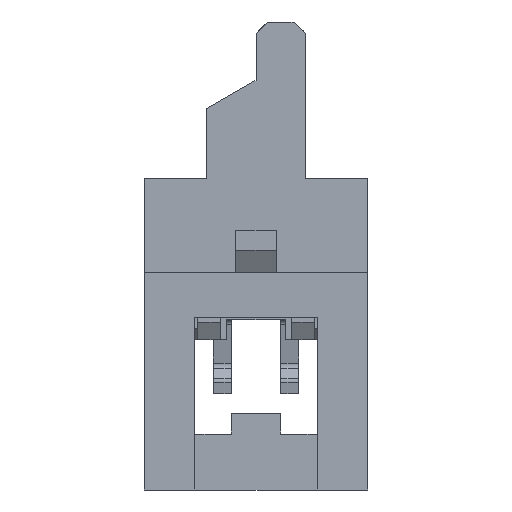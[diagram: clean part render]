
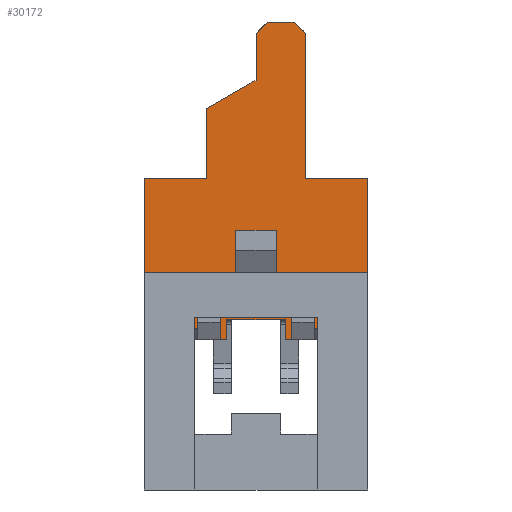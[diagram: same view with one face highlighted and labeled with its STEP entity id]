
A CAD part, left-side view. The second image highlights one B-rep face of the part: STEP entity #30172.
In plain terms, the highlighted planar face has unit normal (-1, 0, 0).
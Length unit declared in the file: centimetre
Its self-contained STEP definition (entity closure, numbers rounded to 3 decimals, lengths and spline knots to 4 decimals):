
#45=FACE_BOUND('',#4392,.T.);
#1192=PLANE('',#32647);
#2676=FACE_OUTER_BOUND('',#4391,.T.);
#4391=EDGE_LOOP('',(#24766,#24767,#24768,#24769,#24770,#24771,#24772,#24773,
#24774,#24775,#24776,#24777,#24778,#24779,#24780,#24781,#24782,#24783,#24784,
#24785,#24786,#24787,#24788,#24789,#24790,#24791));
#4392=EDGE_LOOP('',(#24792,#24793,#24794,#24795));
#6838=LINE('',#45973,#10005);
#7849=LINE('',#48942,#11016);
#7859=LINE('',#48960,#11026);
#7860=LINE('',#48963,#11027);
#7861=LINE('',#48965,#11028);
#7862=LINE('',#48967,#11029);
#7863=LINE('',#48969,#11030);
#7864=LINE('',#48971,#11031);
#7865=LINE('',#48973,#11032);
#7866=LINE('',#48975,#11033);
#7867=LINE('',#48977,#11034);
#7868=LINE('',#48978,#11035);
#7869=LINE('',#48980,#11036);
#7870=LINE('',#48982,#11037);
#7871=LINE('',#48984,#11038);
#7872=LINE('',#48986,#11039);
#7873=LINE('',#48988,#11040);
#7874=LINE('',#48990,#11041);
#7875=LINE('',#48992,#11042);
#7876=LINE('',#48994,#11043);
#7877=LINE('',#48996,#11044);
#7878=LINE('',#48998,#11045);
#7879=LINE('',#49000,#11046);
#7880=LINE('',#49002,#11047);
#7881=LINE('',#49004,#11048);
#7882=LINE('',#49005,#11049);
#7883=LINE('',#49008,#11050);
#7884=LINE('',#49010,#11051);
#7885=LINE('',#49012,#11052);
#7886=LINE('',#49013,#11053);
#10005=VECTOR('',#36185,0.05);
#11016=VECTOR('',#39146,0.1251);
#11026=VECTOR('',#39158,0.1156);
#11027=VECTOR('',#39161,0.025);
#11028=VECTOR('',#39162,0.05);
#11029=VECTOR('',#39163,0.05);
#11030=VECTOR('',#39164,0.015);
#11031=VECTOR('',#39165,0.045);
#11032=VECTOR('',#39166,0.13);
#11033=VECTOR('',#39167,0.045);
#11034=VECTOR('',#39168,0.015);
#11035=VECTOR('',#39169,0.05);
#11036=VECTOR('',#39170,0.025);
#11037=VECTOR('',#39171,0.1156);
#11038=VECTOR('',#39172,0.1251);
#11039=VECTOR('',#39173,0.21);
#11040=VECTOR('',#39174,0.14);
#11041=VECTOR('',#39175,0.325);
#11042=VECTOR('',#39176,0.0354);
#11043=VECTOR('',#39177,0.06);
#11044=VECTOR('',#39178,0.0354);
#11045=VECTOR('',#39179,0.105);
#11046=VECTOR('',#39180,0.127);
#11047=VECTOR('',#39181,0.1565);
#11048=VECTOR('',#39182,0.14);
#11049=VECTOR('',#39183,0.21);
#11050=VECTOR('',#39184,0.13);
#11051=VECTOR('',#39185,0.09);
#11052=VECTOR('',#39186,0.13);
#11053=VECTOR('',#39187,0.09);
#13098=VERTEX_POINT('',#45970);
#13099=VERTEX_POINT('',#45972);
#14081=VERTEX_POINT('',#48939);
#14082=VERTEX_POINT('',#48941);
#14089=VERTEX_POINT('',#48958);
#14090=VERTEX_POINT('',#48962);
#14091=VERTEX_POINT('',#48964);
#14092=VERTEX_POINT('',#48966);
#14093=VERTEX_POINT('',#48968);
#14094=VERTEX_POINT('',#48970);
#14095=VERTEX_POINT('',#48972);
#14096=VERTEX_POINT('',#48974);
#14097=VERTEX_POINT('',#48976);
#14098=VERTEX_POINT('',#48979);
#14099=VERTEX_POINT('',#48981);
#14100=VERTEX_POINT('',#48983);
#14101=VERTEX_POINT('',#48985);
#14102=VERTEX_POINT('',#48987);
#14103=VERTEX_POINT('',#48989);
#14104=VERTEX_POINT('',#48991);
#14105=VERTEX_POINT('',#48993);
#14106=VERTEX_POINT('',#48995);
#14107=VERTEX_POINT('',#48997);
#14108=VERTEX_POINT('',#48999);
#14109=VERTEX_POINT('',#49001);
#14110=VERTEX_POINT('',#49003);
#14111=VERTEX_POINT('',#49006);
#14112=VERTEX_POINT('',#49007);
#14113=VERTEX_POINT('',#49009);
#14114=VERTEX_POINT('',#49011);
#16413=EDGE_CURVE('',#13098,#13099,#6838,.T.);
#17888=EDGE_CURVE('',#14082,#14081,#7849,.T.);
#17898=EDGE_CURVE('',#14089,#14081,#7859,.T.);
#17899=EDGE_CURVE('',#14089,#14090,#7860,.T.);
#17900=EDGE_CURVE('',#14091,#14090,#7861,.T.);
#17901=EDGE_CURVE('',#14092,#14091,#7862,.T.);
#17902=EDGE_CURVE('',#14093,#14092,#7863,.T.);
#17903=EDGE_CURVE('',#14094,#14093,#7864,.T.);
#17904=EDGE_CURVE('',#14095,#14094,#7865,.T.);
#17905=EDGE_CURVE('',#14095,#14096,#7866,.T.);
#17906=EDGE_CURVE('',#14097,#14096,#7867,.T.);
#17907=EDGE_CURVE('',#14097,#13099,#7868,.T.);
#17908=EDGE_CURVE('',#14098,#13098,#7869,.T.);
#17909=EDGE_CURVE('',#14099,#14098,#7870,.T.);
#17910=EDGE_CURVE('',#14099,#14100,#7871,.T.);
#17911=EDGE_CURVE('',#14100,#14101,#7872,.T.);
#17912=EDGE_CURVE('',#14102,#14101,#7873,.T.);
#17913=EDGE_CURVE('',#14102,#14103,#7874,.T.);
#17914=EDGE_CURVE('',#14103,#14104,#7875,.T.);
#17915=EDGE_CURVE('',#14104,#14105,#7876,.T.);
#17916=EDGE_CURVE('',#14105,#14106,#7877,.T.);
#17917=EDGE_CURVE('',#14106,#14107,#7878,.T.);
#17918=EDGE_CURVE('',#14107,#14108,#7879,.T.);
#17919=EDGE_CURVE('',#14108,#14109,#7880,.T.);
#17920=EDGE_CURVE('',#14110,#14109,#7881,.T.);
#17921=EDGE_CURVE('',#14110,#14082,#7882,.T.);
#17922=EDGE_CURVE('',#14111,#14112,#7883,.T.);
#17923=EDGE_CURVE('',#14113,#14111,#7884,.T.);
#17924=EDGE_CURVE('',#14114,#14113,#7885,.T.);
#17925=EDGE_CURVE('',#14112,#14114,#7886,.T.);
#24766=ORIENTED_EDGE('',*,*,#17888,.T.);
#24767=ORIENTED_EDGE('',*,*,#17898,.F.);
#24768=ORIENTED_EDGE('',*,*,#17899,.T.);
#24769=ORIENTED_EDGE('',*,*,#17900,.F.);
#24770=ORIENTED_EDGE('',*,*,#17901,.F.);
#24771=ORIENTED_EDGE('',*,*,#17902,.F.);
#24772=ORIENTED_EDGE('',*,*,#17903,.F.);
#24773=ORIENTED_EDGE('',*,*,#17904,.F.);
#24774=ORIENTED_EDGE('',*,*,#17905,.T.);
#24775=ORIENTED_EDGE('',*,*,#17906,.F.);
#24776=ORIENTED_EDGE('',*,*,#17907,.T.);
#24777=ORIENTED_EDGE('',*,*,#16413,.F.);
#24778=ORIENTED_EDGE('',*,*,#17908,.F.);
#24779=ORIENTED_EDGE('',*,*,#17909,.F.);
#24780=ORIENTED_EDGE('',*,*,#17910,.T.);
#24781=ORIENTED_EDGE('',*,*,#17911,.T.);
#24782=ORIENTED_EDGE('',*,*,#17912,.F.);
#24783=ORIENTED_EDGE('',*,*,#17913,.T.);
#24784=ORIENTED_EDGE('',*,*,#17914,.T.);
#24785=ORIENTED_EDGE('',*,*,#17915,.T.);
#24786=ORIENTED_EDGE('',*,*,#17916,.T.);
#24787=ORIENTED_EDGE('',*,*,#17917,.T.);
#24788=ORIENTED_EDGE('',*,*,#17918,.T.);
#24789=ORIENTED_EDGE('',*,*,#17919,.T.);
#24790=ORIENTED_EDGE('',*,*,#17920,.F.);
#24791=ORIENTED_EDGE('',*,*,#17921,.T.);
#24792=ORIENTED_EDGE('',*,*,#17922,.F.);
#24793=ORIENTED_EDGE('',*,*,#17923,.F.);
#24794=ORIENTED_EDGE('',*,*,#17924,.F.);
#24795=ORIENTED_EDGE('',*,*,#17925,.F.);
#30172=ADVANCED_FACE('',(#2676,#45),#1192,.F.);
#32647=AXIS2_PLACEMENT_3D('',#48961,#39159,#39160);
#36185=DIRECTION('',(0.,1.,0.));
#39146=DIRECTION('',(0.,-0.035,-0.999));
#39158=DIRECTION('',(0.,1.,0.));
#39159=DIRECTION('center_axis',(1.,0.,0.));
#39160=DIRECTION('ref_axis',(0.,-1.,0.));
#39161=DIRECTION('',(0.,0.,1.));
#39162=DIRECTION('',(0.,1.,0.));
#39163=DIRECTION('',(0.,0.,1.));
#39164=DIRECTION('',(0.,1.,0.));
#39165=DIRECTION('',(0.,0.,-1.));
#39166=DIRECTION('',(0.,1.,0.));
#39167=DIRECTION('',(0.,0.,-1.));
#39168=DIRECTION('',(0.,1.,0.));
#39169=DIRECTION('',(0.,0.,1.));
#39170=DIRECTION('',(0.,0.,1.));
#39171=DIRECTION('',(0.,1.,0.));
#39172=DIRECTION('',(0.,-0.035,0.999));
#39173=DIRECTION('',(0.,0.,1.));
#39174=DIRECTION('',(0.,-1.,0.));
#39175=DIRECTION('',(0.,0.,1.));
#39176=DIRECTION('',(0.,0.707,0.707));
#39177=DIRECTION('',(0.,1.,0.));
#39178=DIRECTION('',(0.,0.707,-0.707));
#39179=DIRECTION('',(0.,0.,-1.));
#39180=DIRECTION('',(0.,0.866,-0.5));
#39181=DIRECTION('',(0.,0.,-1.));
#39182=DIRECTION('',(0.,-1.,0.));
#39183=DIRECTION('',(0.,0.,-1.));
#39184=DIRECTION('',(0.,0.,1.));
#39185=DIRECTION('',(0.,-1.,0.));
#39186=DIRECTION('',(0.,0.,-1.));
#39187=DIRECTION('',(0.,1.,0.));
#45970=CARTESIAN_POINT('',(-2.239,-0.13,-0.31));
#45972=CARTESIAN_POINT('',(-2.239,-0.08,-0.31));
#45973=CARTESIAN_POINT('',(-2.239,-0.13,-0.31));
#48939=CARTESIAN_POINT('',(-2.239,0.2456,-0.335));
#48941=CARTESIAN_POINT('',(-2.239,0.25,-0.21));
#48942=CARTESIAN_POINT('',(-2.239,0.25,-0.21));
#48958=CARTESIAN_POINT('',(-2.239,0.13,-0.335));
#48960=CARTESIAN_POINT('',(-2.239,0.13,-0.335));
#48961=CARTESIAN_POINT('Origin',(-2.239,0.,0.));
#48962=CARTESIAN_POINT('',(-2.239,0.13,-0.31));
#48963=CARTESIAN_POINT('',(-2.239,0.13,-0.335));
#48964=CARTESIAN_POINT('',(-2.239,0.08,-0.31));
#48965=CARTESIAN_POINT('',(-2.239,0.08,-0.31));
#48966=CARTESIAN_POINT('',(-2.239,0.08,-0.36));
#48967=CARTESIAN_POINT('',(-2.239,0.08,-0.36));
#48968=CARTESIAN_POINT('',(-2.239,0.065,-0.36));
#48969=CARTESIAN_POINT('',(-2.239,0.065,-0.36));
#48970=CARTESIAN_POINT('',(-2.239,0.065,-0.315));
#48971=CARTESIAN_POINT('',(-2.239,0.065,-0.315));
#48972=CARTESIAN_POINT('',(-2.239,-0.065,-0.315));
#48973=CARTESIAN_POINT('',(-2.239,-0.065,-0.315));
#48974=CARTESIAN_POINT('',(-2.239,-0.065,-0.36));
#48975=CARTESIAN_POINT('',(-2.239,-0.065,-0.315));
#48976=CARTESIAN_POINT('',(-2.239,-0.08,-0.36));
#48977=CARTESIAN_POINT('',(-2.239,-0.08,-0.36));
#48978=CARTESIAN_POINT('',(-2.239,-0.08,-0.36));
#48979=CARTESIAN_POINT('',(-2.239,-0.13,-0.335));
#48980=CARTESIAN_POINT('',(-2.239,-0.13,-0.335));
#48981=CARTESIAN_POINT('',(-2.239,-0.2456,-0.335));
#48982=CARTESIAN_POINT('',(-2.239,-0.2456,-0.335));
#48983=CARTESIAN_POINT('',(-2.239,-0.25,-0.21));
#48984=CARTESIAN_POINT('',(-2.239,-0.2456,-0.335));
#48985=CARTESIAN_POINT('',(-2.239,-0.25,0.));
#48986=CARTESIAN_POINT('',(-2.239,-0.25,-0.21));
#48987=CARTESIAN_POINT('',(-2.239,-0.11,0.));
#48988=CARTESIAN_POINT('',(-2.239,-0.11,0.));
#48989=CARTESIAN_POINT('',(-2.239,-0.11,0.325));
#48990=CARTESIAN_POINT('',(-2.239,-0.11,0.));
#48991=CARTESIAN_POINT('',(-2.239,-0.085,0.35));
#48992=CARTESIAN_POINT('',(-2.239,-0.11,0.325));
#48993=CARTESIAN_POINT('',(-2.239,-0.025,0.35));
#48994=CARTESIAN_POINT('',(-2.239,-0.085,0.35));
#48995=CARTESIAN_POINT('',(-2.239,0.,0.325));
#48996=CARTESIAN_POINT('',(-2.239,-0.025,0.35));
#48997=CARTESIAN_POINT('',(-2.239,0.,0.22));
#48998=CARTESIAN_POINT('',(-2.239,0.,0.325));
#48999=CARTESIAN_POINT('',(-2.239,0.11,0.1565));
#49000=CARTESIAN_POINT('',(-2.239,0.,0.22));
#49001=CARTESIAN_POINT('',(-2.239,0.11,0.));
#49002=CARTESIAN_POINT('',(-2.239,0.11,0.1565));
#49003=CARTESIAN_POINT('',(-2.239,0.25,0.));
#49004=CARTESIAN_POINT('',(-2.239,0.25,0.));
#49005=CARTESIAN_POINT('',(-2.239,0.25,0.));
#49006=CARTESIAN_POINT('',(-2.239,-0.045,-0.245));
#49007=CARTESIAN_POINT('',(-2.239,-0.045,-0.115));
#49008=CARTESIAN_POINT('',(-2.239,-0.045,-0.245));
#49009=CARTESIAN_POINT('',(-2.239,0.045,-0.245));
#49010=CARTESIAN_POINT('',(-2.239,0.045,-0.245));
#49011=CARTESIAN_POINT('',(-2.239,0.045,-0.115));
#49012=CARTESIAN_POINT('',(-2.239,0.045,-0.115));
#49013=CARTESIAN_POINT('',(-2.239,-0.045,-0.115));
